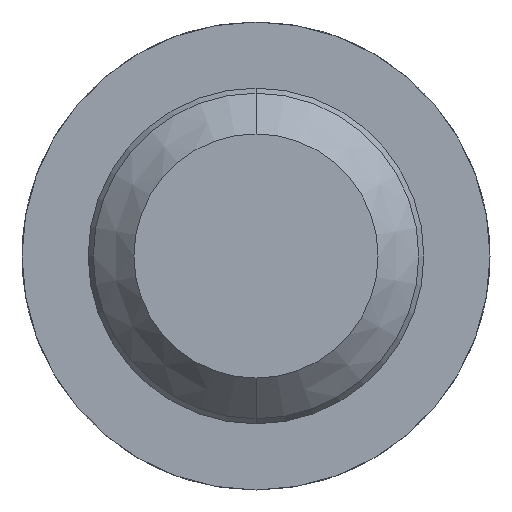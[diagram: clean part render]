
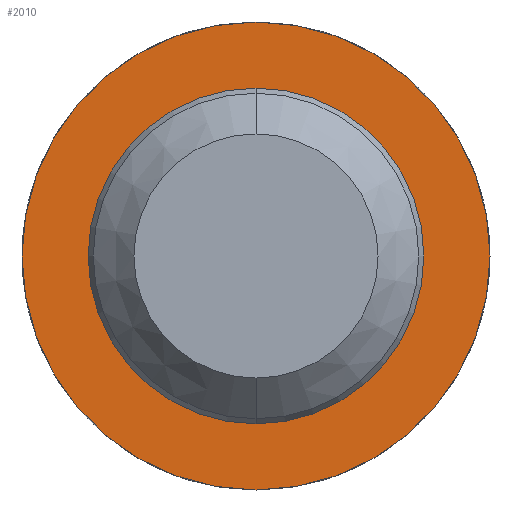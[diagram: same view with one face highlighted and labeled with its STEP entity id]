
A CAD part, front view. The second image highlights one B-rep face of the part: STEP entity #2010.
In plain terms, the highlighted planar face has unit normal (0, -1, 0).
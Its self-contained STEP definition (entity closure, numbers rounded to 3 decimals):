
#2 = PLANE ( 'NONE',  #2005 ) ;
#61 = EDGE_CURVE ( 'Defeature ausgef�hrt3_7+Defeature ausgef�hrt3_8+Defeature ausgef�hrt3_8+Defeature ausgef�hrt3_8', #1061, #370, #2506, .T. ) ;
#224 = CARTESIAN_POINT ( 'NONE',  ( 0., 11., 0. ) ) ;
#226 = EDGE_CURVE ( 'Defeature ausgef�hrt3_8+Defeature ausgef�hrt3_9+Defeature ausgef�hrt3_9+Defeature ausgef�hrt3_9', #1450, #2639, #4512, .T. ) ;
#247 = DIRECTION ( 'NONE',  ( 0., -1., 0. ) ) ;
#345 = CARTESIAN_POINT ( 'NONE',  ( 0., 11., -1.15 ) ) ;
#370 = VERTEX_POINT ( 'NONE', #3122 ) ;
#468 = AXIS2_PLACEMENT_3D ( 'NONE', #2740, #247, #993 ) ;
#579 = DIRECTION ( 'NONE',  ( 0., 0., -1. ) ) ;
#595 = ORIENTED_EDGE ( 'NONE', *, *, #61, .F. ) ;
#616 = ORIENTED_EDGE ( 'NONE', *, *, #4479, .T. ) ;
#937 = CARTESIAN_POINT ( 'NONE',  ( 0., 11., 0. ) ) ;
#942 = EDGE_LOOP ( 'NONE', ( #3971, #616 ) ) ;
#949 = EDGE_CURVE ( 'Defeature ausgef�hrt3_7+Defeature ausgef�hrt3_8+Defeature ausgef�hrt3_8+Defeature ausgef�hrt3_8', #370, #1061, #2107, .T. ) ;
#993 = DIRECTION ( 'NONE',  ( 0., 0., -1. ) ) ;
#1061 = VERTEX_POINT ( 'NONE', #3936 ) ;
#1091 = CARTESIAN_POINT ( 'NONE',  ( 0., 11., 0. ) ) ;
#1130 = DIRECTION ( 'NONE',  ( 0., 0., -1. ) ) ;
#1320 = ORIENTED_EDGE ( 'NONE', *, *, #949, .F. ) ;
#1400 = CARTESIAN_POINT ( 'NONE',  ( 0.825, 11., 0. ) ) ;
#1450 = VERTEX_POINT ( 'NONE', #345 ) ;
#1483 = FACE_BOUND ( 'NONE', #2268, .T. ) ;
#1623 = DIRECTION ( 'NONE',  ( 0., -1., 0. ) ) ;
#1638 = DIRECTION ( 'NONE',  ( 0., -1., 0. ) ) ;
#1892 = AXIS2_PLACEMENT_3D ( 'NONE', #1091, #3585, #1130 ) ;
#1927 = CARTESIAN_POINT ( 'NONE',  ( 0., 11., 1.15 ) ) ;
#1987 = DIRECTION ( 'NONE',  ( 0., 0., -1. ) ) ;
#2005 = AXIS2_PLACEMENT_3D ( 'NONE', #1400, #4612, #2831 ) ;
#2010 = ADVANCED_FACE ( 'Defeature ausgef�hrt3_8', ( #3844, #1483 ), #2, .T. ) ;
#2107 = CIRCLE ( 'NONE', #3148, 0.825 ) ;
#2268 = EDGE_LOOP ( 'NONE', ( #1320, #595 ) ) ;
#2285 = CIRCLE ( 'NONE', #468, 1.15 ) ;
#2506 = CIRCLE ( 'NONE', #1892, 0.825 ) ;
#2639 = VERTEX_POINT ( 'NONE', #1927 ) ;
#2740 = CARTESIAN_POINT ( 'NONE',  ( 0., 11., 0. ) ) ;
#2831 = DIRECTION ( 'NONE',  ( 0., 0., -1. ) ) ;
#3122 = CARTESIAN_POINT ( 'NONE',  ( 0., 11., -0.825 ) ) ;
#3148 = AXIS2_PLACEMENT_3D ( 'NONE', #224, #1623, #579 ) ;
#3585 = DIRECTION ( 'NONE',  ( 0., -1., 0. ) ) ;
#3844 = FACE_OUTER_BOUND ( 'NONE', #942, .T. ) ;
#3936 = CARTESIAN_POINT ( 'NONE',  ( 0., 11., 0.825 ) ) ;
#3971 = ORIENTED_EDGE ( 'NONE', *, *, #226, .T. ) ;
#4217 = AXIS2_PLACEMENT_3D ( 'NONE', #937, #1638, #1987 ) ;
#4479 = EDGE_CURVE ( 'Defeature ausgef�hrt3_8+Defeature ausgef�hrt3_9+Defeature ausgef�hrt3_9+Defeature ausgef�hrt3_9', #2639, #1450, #2285, .T. ) ;
#4512 = CIRCLE ( 'NONE', #4217, 1.15 ) ;
#4612 = DIRECTION ( 'NONE',  ( 0., -1., 0. ) ) ;
